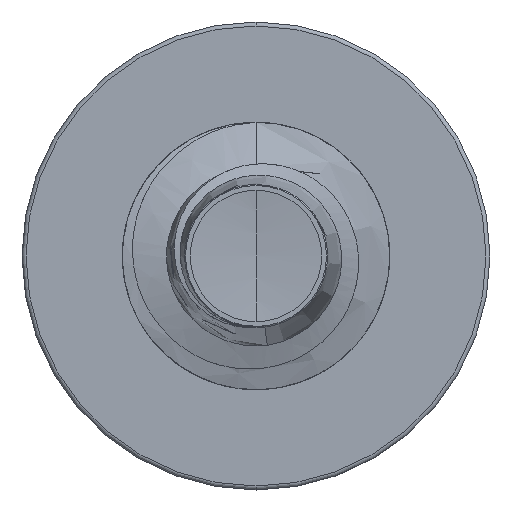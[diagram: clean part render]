
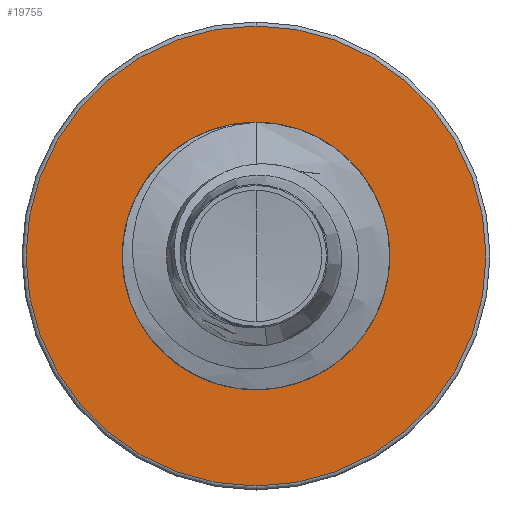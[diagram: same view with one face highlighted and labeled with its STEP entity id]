
A CAD part, front view. The second image highlights one B-rep face of the part: STEP entity #19755.
In plain terms, the highlighted planar face has unit normal (0, -1, 0).
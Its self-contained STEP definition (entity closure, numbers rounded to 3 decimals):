
#857 = ORIENTED_EDGE ( 'NONE', *, *, #25459, .T. ) ;
#2367 = VERTEX_POINT ( 'NONE', #13592 ) ;
#2829 = VERTEX_POINT ( 'NONE', #19183 ) ;
#6681 = DIRECTION ( 'NONE',  ( 0., 0., 1. ) ) ;
#6687 = DIRECTION ( 'NONE',  ( 0., 1., 0. ) ) ;
#6737 = PLANE ( 'NONE',  #24057 ) ;
#6954 = CARTESIAN_POINT ( 'NONE',  ( 0., 32.5, -2.842 ) ) ;
#8525 = CARTESIAN_POINT ( 'NONE',  ( 0., 32.5, 5.16 ) ) ;
#8774 = DIRECTION ( 'NONE',  ( 0., 0., 1. ) ) ;
#8778 = DIRECTION ( 'NONE',  ( 0., 1., 0. ) ) ;
#8780 = CIRCLE ( 'NONE', #24186, 2.842 ) ;
#8824 = CARTESIAN_POINT ( 'NONE',  ( 0., 32.5, 0. ) ) ;
#9683 = DIRECTION ( 'NONE',  ( 0., 1., 0. ) ) ;
#9743 = CIRCLE ( 'NONE', #22363, 5.16 ) ;
#9969 = CARTESIAN_POINT ( 'NONE',  ( 0., 32.5, 0. ) ) ;
#10237 = EDGE_CURVE ( 'NONE', #2367, #19218, #9743, .T. ) ;
#10303 = CARTESIAN_POINT ( 'NONE',  ( 0., 32.5, 2.842 ) ) ;
#12610 = DIRECTION ( 'NONE',  ( 0., 0., 1. ) ) ;
#13592 = CARTESIAN_POINT ( 'NONE',  ( 0., 32.5, -5.16 ) ) ;
#15880 = EDGE_CURVE ( 'NONE', #2829, #27507, #8780, .T. ) ;
#16140 = ORIENTED_EDGE ( 'NONE', *, *, #15880, .T. ) ;
#17298 = EDGE_LOOP ( 'NONE', ( #857, #16140 ) ) ;
#18926 = ORIENTED_EDGE ( 'NONE', *, *, #26896, .F. ) ;
#19183 = CARTESIAN_POINT ( 'NONE',  ( 0., 32.5, -2.842 ) ) ;
#19218 = VERTEX_POINT ( 'NONE', #8525 ) ;
#19755 = ADVANCED_FACE ( 'NONE', ( #25693, #21106 ), #6737, .F. ) ;
#20660 = DIRECTION ( 'NONE',  ( 0., 0., 1. ) ) ;
#20670 = DIRECTION ( 'NONE',  ( 0., 1., 0. ) ) ;
#20685 = CARTESIAN_POINT ( 'NONE',  ( 0., 32.5, 0. ) ) ;
#21106 = FACE_BOUND ( 'NONE', #17298, .T. ) ;
#21403 = ORIENTED_EDGE ( 'NONE', *, *, #10237, .F. ) ;
#21569 = EDGE_LOOP ( 'NONE', ( #18926, #21403 ) ) ;
#22363 = AXIS2_PLACEMENT_3D ( 'NONE', #20685, #20670, #20660 ) ;
#23076 = CARTESIAN_POINT ( 'NONE',  ( 0., 32.5, 0. ) ) ;
#24057 = AXIS2_PLACEMENT_3D ( 'NONE', #6954, #6687, #6681 ) ;
#24186 = AXIS2_PLACEMENT_3D ( 'NONE', #8824, #8778, #8774 ) ;
#24823 = DIRECTION ( 'NONE',  ( 0., 0., 1. ) ) ;
#24967 = DIRECTION ( 'NONE',  ( 0., 1., 0. ) ) ;
#25459 = EDGE_CURVE ( 'NONE', #27507, #2829, #26935, .T. ) ;
#25693 = FACE_OUTER_BOUND ( 'NONE', #21569, .T. ) ;
#26357 = AXIS2_PLACEMENT_3D ( 'NONE', #9969, #24967, #12610 ) ;
#26896 = EDGE_CURVE ( 'NONE', #19218, #2367, #27589, .T. ) ;
#26935 = CIRCLE ( 'NONE', #26357, 2.842 ) ;
#27017 = AXIS2_PLACEMENT_3D ( 'NONE', #23076, #9683, #24823 ) ;
#27507 = VERTEX_POINT ( 'NONE', #10303 ) ;
#27589 = CIRCLE ( 'NONE', #27017, 5.16 ) ;
